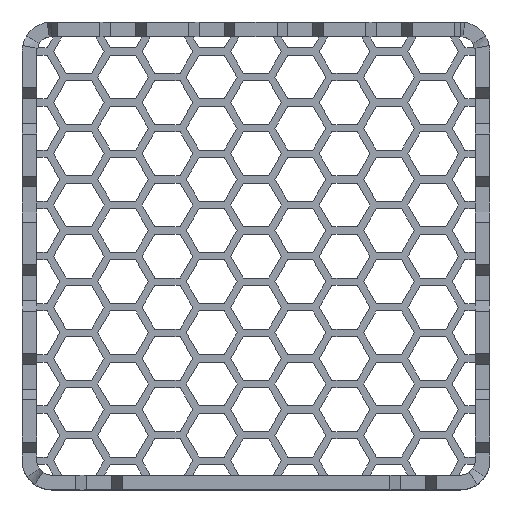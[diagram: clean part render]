
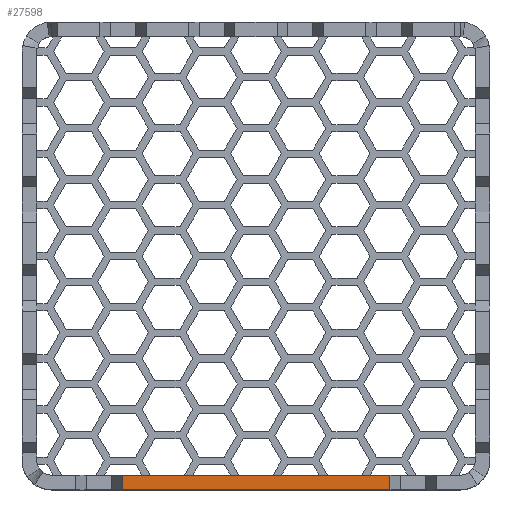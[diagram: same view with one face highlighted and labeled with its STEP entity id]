
A CAD part, top view. The second image highlights one B-rep face of the part: STEP entity #27598.
In plain terms, the highlighted planar face has unit normal (0, 0, 1).
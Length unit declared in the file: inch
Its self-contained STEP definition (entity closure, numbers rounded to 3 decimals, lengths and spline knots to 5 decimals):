
#1045=PLANE('',#28903);
#2315=FACE_OUTER_BOUND('',#3590,.T.);
#3590=EDGE_LOOP('',(#21777,#21778,#21779,#21780));
#5899=LINE('',#40054,#9699);
#5917=LINE('',#40093,#9717);
#6470=LINE('',#41498,#10270);
#6471=LINE('',#41499,#10271);
#9699=VECTOR('',#31937,0.3937);
#9717=VECTOR('',#31967,0.3937);
#10270=VECTOR('',#32910,0.3937);
#10271=VECTOR('',#32911,0.3937);
#13275=VERTEX_POINT('',#40048);
#13277=VERTEX_POINT('',#40052);
#13290=VERTEX_POINT('',#40089);
#13292=VERTEX_POINT('',#40092);
#16407=EDGE_CURVE('',#13275,#13277,#5899,.T.);
#16425=EDGE_CURVE('',#13292,#13290,#5917,.T.);
#17020=EDGE_CURVE('',#13277,#13292,#6470,.T.);
#17021=EDGE_CURVE('',#13290,#13275,#6471,.T.);
#21777=ORIENTED_EDGE('',*,*,#16407,.T.);
#21778=ORIENTED_EDGE('',*,*,#17020,.T.);
#21779=ORIENTED_EDGE('',*,*,#16425,.T.);
#21780=ORIENTED_EDGE('',*,*,#17021,.T.);
#27598=ADVANCED_FACE('',(#2315),#1045,.T.);
#28903=AXIS2_PLACEMENT_3D('',#41497,#32908,#32909);
#31937=DIRECTION('',(0.,-1.,0.));
#31967=DIRECTION('',(0.,1.,0.));
#32908=DIRECTION('center_axis',(0.,0.,1.));
#32909=DIRECTION('ref_axis',(1.,0.,0.));
#32910=DIRECTION('',(1.,0.,0.));
#32911=DIRECTION('',(-1.,0.,0.));
#40048=CARTESIAN_POINT('',(1.45826,0.,2.75));
#40052=CARTESIAN_POINT('',(1.45826,-0.25,2.75));
#40054=CARTESIAN_POINT('',(1.45826,1.75,2.75));
#40089=CARTESIAN_POINT('',(6.04174,0.,2.75));
#40092=CARTESIAN_POINT('',(6.04174,-0.25,2.75));
#40093=CARTESIAN_POINT('',(6.04174,1.75,2.75));
#41497=CARTESIAN_POINT('Origin',(3.75,3.75,2.75));
#41498=CARTESIAN_POINT('',(-0.25,-0.25,2.75));
#41499=CARTESIAN_POINT('',(0.,0.,2.75));
